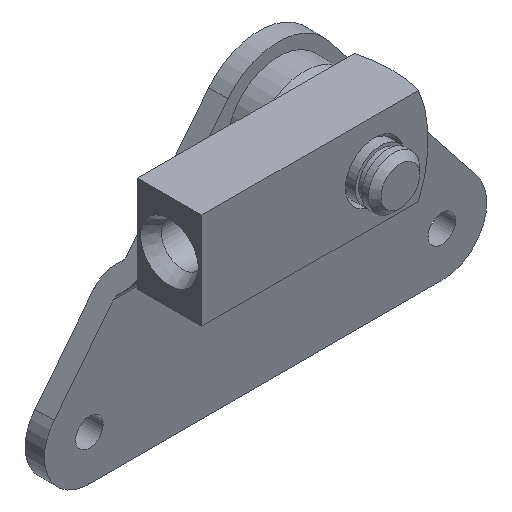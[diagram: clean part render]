
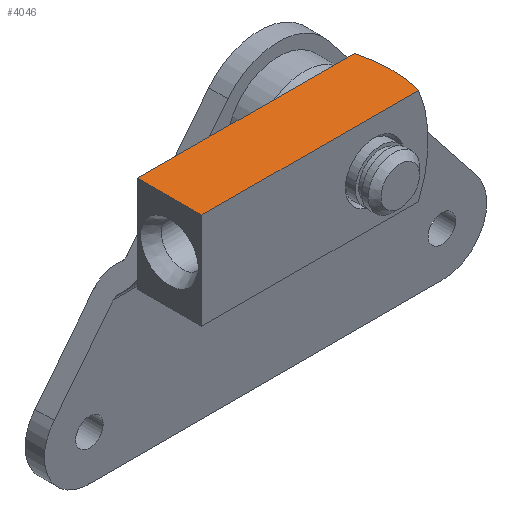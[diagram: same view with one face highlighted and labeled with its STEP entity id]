
A CAD part, isometric view. The second image highlights one B-rep face of the part: STEP entity #4046.
In plain terms, the highlighted planar face has unit normal (0.003, 0, 1).
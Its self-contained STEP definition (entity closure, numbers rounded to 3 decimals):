
#3246 = PLANE('',#3247);
#3247 = AXIS2_PLACEMENT_3D('',#3248,#3249,#3250);
#3248 = CARTESIAN_POINT('',(-0.019,-5.,-7.431));
#3249 = DIRECTION('',(0.,-1.,0.));
#3250 = DIRECTION('',(1.,0.,
    -0.003));
#3428 = VERTEX_POINT('',#3429);
#3429 = CARTESIAN_POINT('',(33.873,-5.,7.483));
#3450 = SPHERICAL_SURFACE('',#3451,20.);
#3451 = AXIS2_PLACEMENT_3D('',#3452,#3453,#3454);
#3452 = CARTESIAN_POINT('',(16.,0.,
    0.028));
#3453 = DIRECTION('',(0.,1.,0.));
#3454 = DIRECTION('',(-1.,0.,
    0.003));
#3484 = EDGE_CURVE('',#3485,#3428,#3487,.T.);
#3485 = VERTEX_POINT('',#3486);
#3486 = CARTESIAN_POINT('',(0.019,-5.,7.569));
#3487 = SURFACE_CURVE('',#3488,(#3492,#3499),.PCURVE_S1.);
#3488 = LINE('',#3489,#3490);
#3489 = CARTESIAN_POINT('',(0.019,-5.,7.569));
#3490 = VECTOR('',#3491,1.);
#3491 = DIRECTION('',(1.,0.,
    -0.003));
#3492 = PCURVE('',#3246,#3493);
#3493 = DEFINITIONAL_REPRESENTATION('',(#3494),#3498);
#3494 = LINE('',#3495,#3496);
#3495 = CARTESIAN_POINT('',(0.,15.));
#3496 = VECTOR('',#3497,1.);
#3497 = DIRECTION('',(1.,0.));
#3498 = ( GEOMETRIC_REPRESENTATION_CONTEXT(2) 
PARAMETRIC_REPRESENTATION_CONTEXT() REPRESENTATION_CONTEXT('2D SPACE',''
  ) );
#3499 = PCURVE('',#3500,#3505);
#3500 = PLANE('',#3501);
#3501 = AXIS2_PLACEMENT_3D('',#3502,#3503,#3504);
#3502 = CARTESIAN_POINT('',(0.019,-5.,7.569));
#3503 = DIRECTION('',(0.003,0.,
    1.));
#3504 = DIRECTION('',(0.,1.,0.));
#3505 = DEFINITIONAL_REPRESENTATION('',(#3506),#3510);
#3506 = LINE('',#3507,#3508);
#3507 = CARTESIAN_POINT('',(0.,0.));
#3508 = VECTOR('',#3509,1.);
#3509 = DIRECTION('',(0.,-1.));
#3510 = ( GEOMETRIC_REPRESENTATION_CONTEXT(2) 
PARAMETRIC_REPRESENTATION_CONTEXT() REPRESENTATION_CONTEXT('2D SPACE',''
  ) );
#3528 = PLANE('',#3529);
#3529 = AXIS2_PLACEMENT_3D('',#3530,#3531,#3532);
#3530 = CARTESIAN_POINT('',(0.026,0.,
    10.069));
#3531 = DIRECTION('',(-1.,0.,
    0.003));
#3532 = DIRECTION('',(0.,-1.,0.));
#3632 = PLANE('',#3633);
#3633 = AXIS2_PLACEMENT_3D('',#3634,#3635,#3636);
#3634 = CARTESIAN_POINT('',(0.019,5.,7.569));
#3635 = DIRECTION('',(0.,1.,0.));
#3636 = DIRECTION('',(-1.,0.,
    0.003));
#3651 = VERTEX_POINT('',#3652);
#3652 = CARTESIAN_POINT('',(33.873,5.,7.483));
#3724 = VERTEX_POINT('',#3725);
#3725 = CARTESIAN_POINT('',(0.019,5.,7.569));
#3746 = EDGE_CURVE('',#3724,#3651,#3747,.T.);
#3747 = SURFACE_CURVE('',#3748,(#3752,#3759),.PCURVE_S1.);
#3748 = LINE('',#3749,#3750);
#3749 = CARTESIAN_POINT('',(0.019,5.,7.569));
#3750 = VECTOR('',#3751,1.);
#3751 = DIRECTION('',(1.,0.,
    -0.003));
#3752 = PCURVE('',#3632,#3753);
#3753 = DEFINITIONAL_REPRESENTATION('',(#3754),#3758);
#3754 = LINE('',#3755,#3756);
#3755 = CARTESIAN_POINT('',(0.,0.));
#3756 = VECTOR('',#3757,1.);
#3757 = DIRECTION('',(-1.,0.));
#3758 = ( GEOMETRIC_REPRESENTATION_CONTEXT(2) 
PARAMETRIC_REPRESENTATION_CONTEXT() REPRESENTATION_CONTEXT('2D SPACE',''
  ) );
#3759 = PCURVE('',#3500,#3760);
#3760 = DEFINITIONAL_REPRESENTATION('',(#3761),#3765);
#3761 = LINE('',#3762,#3763);
#3762 = CARTESIAN_POINT('',(10.,0.));
#3763 = VECTOR('',#3764,1.);
#3764 = DIRECTION('',(0.,-1.));
#3765 = ( GEOMETRIC_REPRESENTATION_CONTEXT(2) 
PARAMETRIC_REPRESENTATION_CONTEXT() REPRESENTATION_CONTEXT('2D SPACE',''
  ) );
#4046 = ADVANCED_FACE('',(#4047),#3500,.T.);
#4047 = FACE_BOUND('',#4048,.T.);
#4048 = EDGE_LOOP('',(#4049,#4097,#4098,#4119));
#4049 = ORIENTED_EDGE('',*,*,#4050,.F.);
#4050 = EDGE_CURVE('',#3651,#3428,#4051,.T.);
#4051 = SURFACE_CURVE('',#4052,(#4057,#4068),.PCURVE_S1.);
#4052 = CIRCLE('',#4053,18.54);
#4053 = AXIS2_PLACEMENT_3D('',#4054,#4055,#4056);
#4054 = CARTESIAN_POINT('',(16.019,0.,
    7.528));
#4055 = DIRECTION('',(-0.003,0.,
    -1.));
#4056 = DIRECTION('',(0.,1.,0.));
#4057 = PCURVE('',#3500,#4058);
#4058 = DEFINITIONAL_REPRESENTATION('',(#4059),#4067);
#4059 = ( BOUNDED_CURVE() B_SPLINE_CURVE(2,(#4060,#4061,#4062,#4063,
#4064,#4065,#4066),.UNSPECIFIED.,.F.,.F.) B_SPLINE_CURVE_WITH_KNOTS((1,2
    ,2,2,2,1),(-2.094,0.,2.094,4.189,
6.283,8.378),.UNSPECIFIED.) CURVE() 
GEOMETRIC_REPRESENTATION_ITEM() RATIONAL_B_SPLINE_CURVE((1.,0.5,1.,0.5,
1.,0.5,1.)) REPRESENTATION_ITEM('') );
#4060 = CARTESIAN_POINT('',(23.54,-16.));
#4061 = CARTESIAN_POINT('',(23.54,-48.113));
#4062 = CARTESIAN_POINT('',(-4.27,-32.057));
#4063 = CARTESIAN_POINT('',(-32.081,-16.));
#4064 = CARTESIAN_POINT('',(-4.27,0.057));
#4065 = CARTESIAN_POINT('',(23.54,16.113));
#4066 = CARTESIAN_POINT('',(23.54,-16.));
#4067 = ( GEOMETRIC_REPRESENTATION_CONTEXT(2) 
PARAMETRIC_REPRESENTATION_CONTEXT() REPRESENTATION_CONTEXT('2D SPACE',''
  ) );
#4068 = PCURVE('',#3450,#4069);
#4069 = DEFINITIONAL_REPRESENTATION('',(#4070),#4096);
#4070 = B_SPLINE_CURVE_WITH_KNOTS('',3,(#4071,#4072,#4073,#4074,#4075,
    #4076,#4077,#4078,#4079,#4080,#4081,#4082,#4083,#4084,#4085,#4086,
    #4087,#4088,#4089,#4090,#4091,#4092,#4093,#4094,#4095),
  .UNSPECIFIED.,.F.,.F.,(4,1,1,1,1,1,1,1,1,1,1,1,1,1,1,1,1,1,1,1,1,1,4),
  (1.298,1.323,1.347,1.372,
    1.397,1.422,1.447,1.472,
    1.496,1.521,1.546,1.571,
    1.596,1.62,1.645,1.67,
    1.695,1.72,1.745,1.769,
    1.794,1.819,1.844),
  .QUASI_UNIFORM_KNOTS.);
#4071 = CARTESIAN_POINT('',(2.744,0.253));
#4072 = CARTESIAN_POINT('',(2.745,0.245));
#4073 = CARTESIAN_POINT('',(2.746,0.23));
#4074 = CARTESIAN_POINT('',(2.748,0.207));
#4075 = CARTESIAN_POINT('',(2.75,0.184));
#4076 = CARTESIAN_POINT('',(2.752,0.161));
#4077 = CARTESIAN_POINT('',(2.753,0.138));
#4078 = CARTESIAN_POINT('',(2.755,0.115));
#4079 = CARTESIAN_POINT('',(2.756,0.092));
#4080 = CARTESIAN_POINT('',(2.756,0.069));
#4081 = CARTESIAN_POINT('',(2.757,0.046));
#4082 = CARTESIAN_POINT('',(2.757,0.023));
#4083 = CARTESIAN_POINT('',(2.757,0.));
#4084 = CARTESIAN_POINT('',(2.757,-0.023));
#4085 = CARTESIAN_POINT('',(2.757,-0.046));
#4086 = CARTESIAN_POINT('',(2.756,-0.069));
#4087 = CARTESIAN_POINT('',(2.756,-0.092));
#4088 = CARTESIAN_POINT('',(2.755,-0.115));
#4089 = CARTESIAN_POINT('',(2.753,-0.138));
#4090 = CARTESIAN_POINT('',(2.752,-0.161));
#4091 = CARTESIAN_POINT('',(2.75,-0.184));
#4092 = CARTESIAN_POINT('',(2.748,-0.207));
#4093 = CARTESIAN_POINT('',(2.746,-0.23));
#4094 = CARTESIAN_POINT('',(2.745,-0.245));
#4095 = CARTESIAN_POINT('',(2.744,-0.253));
#4096 = ( GEOMETRIC_REPRESENTATION_CONTEXT(2) 
PARAMETRIC_REPRESENTATION_CONTEXT() REPRESENTATION_CONTEXT('2D SPACE',''
  ) );
#4097 = ORIENTED_EDGE('',*,*,#3746,.F.);
#4098 = ORIENTED_EDGE('',*,*,#4099,.F.);
#4099 = EDGE_CURVE('',#3485,#3724,#4100,.T.);
#4100 = SURFACE_CURVE('',#4101,(#4105,#4112),.PCURVE_S1.);
#4101 = LINE('',#4102,#4103);
#4102 = CARTESIAN_POINT('',(0.019,-5.,7.569));
#4103 = VECTOR('',#4104,1.);
#4104 = DIRECTION('',(0.,1.,0.));
#4105 = PCURVE('',#3500,#4106);
#4106 = DEFINITIONAL_REPRESENTATION('',(#4107),#4111);
#4107 = LINE('',#4108,#4109);
#4108 = CARTESIAN_POINT('',(0.,0.));
#4109 = VECTOR('',#4110,1.);
#4110 = DIRECTION('',(1.,0.));
#4111 = ( GEOMETRIC_REPRESENTATION_CONTEXT(2) 
PARAMETRIC_REPRESENTATION_CONTEXT() REPRESENTATION_CONTEXT('2D SPACE',''
  ) );
#4112 = PCURVE('',#3528,#4113);
#4113 = DEFINITIONAL_REPRESENTATION('',(#4114),#4118);
#4114 = LINE('',#4115,#4116);
#4115 = CARTESIAN_POINT('',(5.,-2.5));
#4116 = VECTOR('',#4117,1.);
#4117 = DIRECTION('',(-1.,0.));
#4118 = ( GEOMETRIC_REPRESENTATION_CONTEXT(2) 
PARAMETRIC_REPRESENTATION_CONTEXT() REPRESENTATION_CONTEXT('2D SPACE',''
  ) );
#4119 = ORIENTED_EDGE('',*,*,#3484,.T.);
